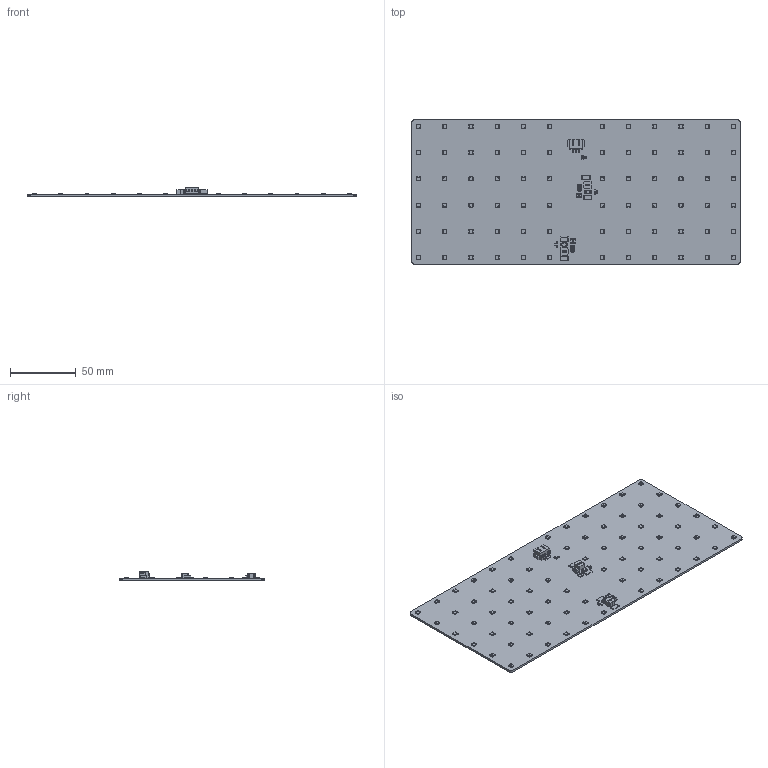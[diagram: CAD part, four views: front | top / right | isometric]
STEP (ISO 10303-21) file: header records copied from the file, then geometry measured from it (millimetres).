
FILE_DESCRIPTION(('Open CASCADE Model'),'2;1');
FILE_NAME('Open CASCADE Shape Model','2019-02-24T12:47:31',('Author'),( 'Open CASCADE'),'Open CASCADE STEP processor 6.2','Open CASCADE 6.2' ,'Unknown');
FILE_SCHEMA(('AUTOMOTIVE_DESIGN { 1 0 10303 214 1 1 1 1 }'));
Length unit declared in the file: millimetre
Products named in the file (106): PCB; Board; R3; CircuitWorks-RESISTOR_2512; U1_D2; User_Library-msop-8; U1_D1; R1_D2; R1_D1; LED36_L2; LM301B_170705; LED36_L1; LED35_L2; LED35_L1; LED34_L2; LED34_L1; LED33_L2; LED33_L1; LED32_L2; LED32_L1; LED31_L2; LED31_L1; LED30_L2; LED30_L1; LED29_L2; LED29_L1; LED28_L2; LED28_L1; LED27_L2; LED27_L1; LED26_L2; LED26_L1; LED25_L2; LED25_L1; LED24_L2; LED24_L1; LED23_L2; LED23_L1; LED22_L2; LED22_L1 ...
Assembly tree (193 placements, depth 3):
  PCB
    Board
    R3
      CircuitWorks-RESISTOR_2512
    U1_D2
      User_Library-msop-8
    U1_D1
      User_Library-msop-8
    R1_D2
      CircuitWorks-RESISTOR_2512
    R1_D1
      CircuitWorks-RESISTOR_2512
    LED36_L2
      LM301B_170705
    LED36_L1
      LM301B_170705
    LED35_L2
      LM301B_170705
    LED35_L1
      LM301B_170705
    LED34_L2
      LM301B_170705
    LED34_L1
      LM301B_170705
    LED33_L2
      LM301B_170705
    LED33_L1
      LM301B_170705
    LED32_L2
      LM301B_170705
    LED32_L1
      LM301B_170705
    LED31_L2
      LM301B_170705
    LED31_L1
      LM301B_170705
    LED30_L2
      LM301B_170705
    LED30_L1
      LM301B_170705
    LED29_L2
      LM301B_170705
    LED29_L1
      LM301B_170705
    LED28_L2
      LM301B_170705
    LED28_L1
      LM301B_170705
    LED27_L2
      LM301B_170705
    LED27_L1
      LM301B_170705
    LED26_L2
      LM301B_170705
    LED26_L1
      LM301B_170705
    LED25_L2
      LM301B_170705
    LED25_L1
      LM301B_170705
Bounding box: 250.02 x 110.02 x 7.57 mm (x, y, z)
Volume: 44386.7 mm3; surface area: 59682.2 mm2
Topology: 136 solids, 136 shells, 6193 faces, 22157 edges, 16358 vertices
Faces by surface type: plane 4995, cylinder 1104, bspline 74, cone 20
Entity records: 59844 total; most frequent: CARTESIAN_POINT 16666, DIRECTION 6973, LINE 4896, VECTOR 4896, ORIENTED_EDGE 4016, PCURVE 4016, DEFINITIONAL_REPRESENTATION 4016, EDGE_CURVE 2008
